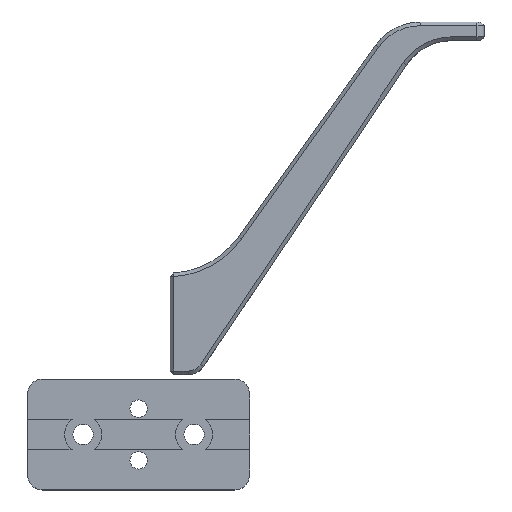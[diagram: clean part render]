
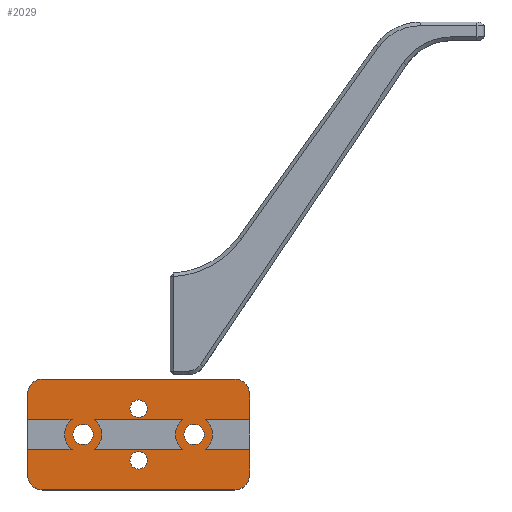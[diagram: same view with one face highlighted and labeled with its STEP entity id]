
A CAD part, top view. The second image highlights one B-rep face of the part: STEP entity #2029.
In plain terms, the highlighted planar face has unit normal (0, 0, 1).
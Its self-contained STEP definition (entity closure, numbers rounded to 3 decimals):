
#42=FACE_BOUND('',#313,.T.);
#43=FACE_BOUND('',#314,.T.);
#44=FACE_BOUND('',#315,.T.);
#45=FACE_BOUND('',#316,.T.);
#46=FACE_BOUND('',#317,.T.);
#103=PLANE('',#2213);
#183=FACE_OUTER_BOUND('',#312,.T.);
#312=EDGE_LOOP('',(#1528,#1529,#1530,#1531,#1532,#1533,#1534,#1535,#1536,
#1537,#1538,#1539,#1540,#1541,#1542,#1543));
#313=EDGE_LOOP('',(#1544));
#314=EDGE_LOOP('',(#1545));
#315=EDGE_LOOP('',(#1546));
#316=EDGE_LOOP('',(#1547));
#317=EDGE_LOOP('',(#1548,#1549,#1550,#1551));
#477=LINE('',#3179,#677);
#478=LINE('',#3181,#678);
#479=LINE('',#3185,#679);
#480=LINE('',#3189,#680);
#481=LINE('',#3191,#681);
#482=LINE('',#3195,#682);
#483=LINE('',#3197,#683);
#484=LINE('',#3201,#684);
#485=LINE('',#3205,#685);
#486=LINE('',#3207,#686);
#487=LINE('',#3213,#687);
#488=LINE('',#3216,#688);
#677=VECTOR('',#2553,10.);
#678=VECTOR('',#2554,10.);
#679=VECTOR('',#2557,10.);
#680=VECTOR('',#2560,10.);
#681=VECTOR('',#2561,10.);
#682=VECTOR('',#2564,10.);
#683=VECTOR('',#2565,10.);
#684=VECTOR('',#2568,10.);
#685=VECTOR('',#2571,10.);
#686=VECTOR('',#2572,10.);
#687=VECTOR('',#2577,10.);
#688=VECTOR('',#2580,10.);
#821=CIRCLE('',#2153,2.75);
#826=CIRCLE('',#2159,2.75);
#848=CIRCLE('',#2208,2.35);
#850=CIRCLE('',#2212,2.35);
#851=CIRCLE('',#2214,4.);
#852=CIRCLE('',#2215,4.);
#853=CIRCLE('',#2216,5.);
#854=CIRCLE('',#2217,4.);
#855=CIRCLE('',#2218,4.);
#856=CIRCLE('',#2219,5.);
#857=CIRCLE('',#2220,5.);
#858=CIRCLE('',#2221,5.);
#909=VERTEX_POINT('',#3001);
#914=VERTEX_POINT('',#3013);
#963=VERTEX_POINT('',#3165);
#965=VERTEX_POINT('',#3173);
#966=VERTEX_POINT('',#3177);
#967=VERTEX_POINT('',#3178);
#968=VERTEX_POINT('',#3180);
#969=VERTEX_POINT('',#3182);
#970=VERTEX_POINT('',#3184);
#971=VERTEX_POINT('',#3186);
#972=VERTEX_POINT('',#3188);
#973=VERTEX_POINT('',#3190);
#974=VERTEX_POINT('',#3192);
#975=VERTEX_POINT('',#3194);
#976=VERTEX_POINT('',#3196);
#977=VERTEX_POINT('',#3198);
#978=VERTEX_POINT('',#3200);
#979=VERTEX_POINT('',#3202);
#980=VERTEX_POINT('',#3204);
#981=VERTEX_POINT('',#3206);
#982=VERTEX_POINT('',#3209);
#983=VERTEX_POINT('',#3210);
#984=VERTEX_POINT('',#3212);
#985=VERTEX_POINT('',#3214);
#1087=EDGE_CURVE('',#909,#909,#821,.T.);
#1093=EDGE_CURVE('',#914,#914,#826,.T.);
#1169=EDGE_CURVE('',#963,#963,#848,.T.);
#1173=EDGE_CURVE('',#965,#965,#850,.T.);
#1174=EDGE_CURVE('',#966,#967,#477,.T.);
#1175=EDGE_CURVE('',#968,#967,#478,.T.);
#1176=EDGE_CURVE('',#969,#968,#851,.T.);
#1177=EDGE_CURVE('',#970,#969,#479,.T.);
#1178=EDGE_CURVE('',#971,#970,#852,.T.);
#1179=EDGE_CURVE('',#972,#971,#480,.T.);
#1180=EDGE_CURVE('',#972,#973,#481,.T.);
#1181=EDGE_CURVE('',#973,#974,#853,.T.);
#1182=EDGE_CURVE('',#974,#975,#482,.T.);
#1183=EDGE_CURVE('',#976,#975,#483,.T.);
#1184=EDGE_CURVE('',#977,#976,#854,.T.);
#1185=EDGE_CURVE('',#978,#977,#484,.T.);
#1186=EDGE_CURVE('',#979,#978,#855,.T.);
#1187=EDGE_CURVE('',#980,#979,#485,.T.);
#1188=EDGE_CURVE('',#980,#981,#486,.T.);
#1189=EDGE_CURVE('',#981,#966,#856,.T.);
#1190=EDGE_CURVE('',#982,#983,#857,.T.);
#1191=EDGE_CURVE('',#983,#984,#487,.T.);
#1192=EDGE_CURVE('',#984,#985,#858,.T.);
#1193=EDGE_CURVE('',#985,#982,#488,.T.);
#1528=ORIENTED_EDGE('',*,*,#1174,.T.);
#1529=ORIENTED_EDGE('',*,*,#1175,.F.);
#1530=ORIENTED_EDGE('',*,*,#1176,.F.);
#1531=ORIENTED_EDGE('',*,*,#1177,.F.);
#1532=ORIENTED_EDGE('',*,*,#1178,.F.);
#1533=ORIENTED_EDGE('',*,*,#1179,.F.);
#1534=ORIENTED_EDGE('',*,*,#1180,.T.);
#1535=ORIENTED_EDGE('',*,*,#1181,.T.);
#1536=ORIENTED_EDGE('',*,*,#1182,.T.);
#1537=ORIENTED_EDGE('',*,*,#1183,.F.);
#1538=ORIENTED_EDGE('',*,*,#1184,.F.);
#1539=ORIENTED_EDGE('',*,*,#1185,.F.);
#1540=ORIENTED_EDGE('',*,*,#1186,.F.);
#1541=ORIENTED_EDGE('',*,*,#1187,.F.);
#1542=ORIENTED_EDGE('',*,*,#1188,.T.);
#1543=ORIENTED_EDGE('',*,*,#1189,.T.);
#1544=ORIENTED_EDGE('',*,*,#1087,.T.);
#1545=ORIENTED_EDGE('',*,*,#1093,.T.);
#1546=ORIENTED_EDGE('',*,*,#1169,.T.);
#1547=ORIENTED_EDGE('',*,*,#1173,.T.);
#1548=ORIENTED_EDGE('',*,*,#1190,.T.);
#1549=ORIENTED_EDGE('',*,*,#1191,.T.);
#1550=ORIENTED_EDGE('',*,*,#1192,.T.);
#1551=ORIENTED_EDGE('',*,*,#1193,.T.);
#2029=ADVANCED_FACE('',(#183,#42,#43,#44,#45,#46),#103,.F.);
#2153=AXIS2_PLACEMENT_3D('',#3003,#2374,#2375);
#2159=AXIS2_PLACEMENT_3D('',#3015,#2387,#2388);
#2208=AXIS2_PLACEMENT_3D('',#3167,#2539,#2540);
#2212=AXIS2_PLACEMENT_3D('',#3175,#2549,#2550);
#2213=AXIS2_PLACEMENT_3D('',#3176,#2551,#2552);
#2214=AXIS2_PLACEMENT_3D('',#3183,#2555,#2556);
#2215=AXIS2_PLACEMENT_3D('',#3187,#2558,#2559);
#2216=AXIS2_PLACEMENT_3D('',#3193,#2562,#2563);
#2217=AXIS2_PLACEMENT_3D('',#3199,#2566,#2567);
#2218=AXIS2_PLACEMENT_3D('',#3203,#2569,#2570);
#2219=AXIS2_PLACEMENT_3D('',#3208,#2573,#2574);
#2220=AXIS2_PLACEMENT_3D('',#3211,#2575,#2576);
#2221=AXIS2_PLACEMENT_3D('',#3215,#2578,#2579);
#2374=DIRECTION('center_axis',(0.,0.,-1.));
#2375=DIRECTION('ref_axis',(-1.,0.,0.));
#2387=DIRECTION('center_axis',(0.,0.,-1.));
#2388=DIRECTION('ref_axis',(-1.,0.,0.));
#2539=DIRECTION('center_axis',(0.,0.,-1.));
#2540=DIRECTION('ref_axis',(-1.,0.,0.));
#2549=DIRECTION('center_axis',(0.,0.,-1.));
#2550=DIRECTION('ref_axis',(-1.,0.,0.));
#2551=DIRECTION('center_axis',(0.,0.,-1.));
#2552=DIRECTION('ref_axis',(1.,0.,0.));
#2553=DIRECTION('',(1.,0.,0.));
#2554=DIRECTION('',(0.,-1.,0.));
#2555=DIRECTION('center_axis',(0.,0.,-1.));
#2556=DIRECTION('ref_axis',(0.707,0.707,0.));
#2557=DIRECTION('',(1.,0.,0.));
#2558=DIRECTION('center_axis',(0.,0.,-1.));
#2559=DIRECTION('ref_axis',(-0.707,0.707,0.));
#2560=DIRECTION('',(0.,1.,0.));
#2561=DIRECTION('',(1.,0.,0.));
#2562=DIRECTION('center_axis',(0.,0.,1.));
#2563=DIRECTION('ref_axis',(1.,0.,0.));
#2564=DIRECTION('',(-1.,0.,0.));
#2565=DIRECTION('',(0.,1.,0.));
#2566=DIRECTION('center_axis',(0.,0.,-1.));
#2567=DIRECTION('ref_axis',(-0.707,-0.707,0.));
#2568=DIRECTION('',(-1.,0.,0.));
#2569=DIRECTION('center_axis',(0.,0.,-1.));
#2570=DIRECTION('ref_axis',(0.707,-0.707,0.));
#2571=DIRECTION('',(0.,-1.,0.));
#2572=DIRECTION('',(-1.,0.,0.));
#2573=DIRECTION('center_axis',(0.,0.,1.));
#2574=DIRECTION('ref_axis',(1.,0.,0.));
#2575=DIRECTION('center_axis',(0.,0.,1.));
#2576=DIRECTION('ref_axis',(1.,0.,0.));
#2577=DIRECTION('',(-1.,0.,0.));
#2578=DIRECTION('center_axis',(0.,0.,1.));
#2579=DIRECTION('ref_axis',(1.,0.,0.));
#2580=DIRECTION('',(1.,0.,0.));
#3001=CARTESIAN_POINT('',(17.75,-15.,-0.8));
#3003=CARTESIAN_POINT('Origin',(15.,-15.,-0.8));
#3013=CARTESIAN_POINT('',(47.75,-15.,-0.8));
#3015=CARTESIAN_POINT('Origin',(45.,-15.,-0.8));
#3165=CARTESIAN_POINT('',(32.35,-8.,-0.8));
#3167=CARTESIAN_POINT('Origin',(30.,-8.,-0.8));
#3173=CARTESIAN_POINT('',(32.35,-22.,-0.8));
#3175=CARTESIAN_POINT('Origin',(30.,-22.,-0.8));
#3176=CARTESIAN_POINT('Origin',(30.,-15.,-0.8));
#3177=CARTESIAN_POINT('',(48.,-11.,-0.8));
#3178=CARTESIAN_POINT('',(60.,-11.,-0.8));
#3179=CARTESIAN_POINT('',(45.,-11.,-0.8));
#3180=CARTESIAN_POINT('',(60.,-4.,-0.8));
#3181=CARTESIAN_POINT('',(60.,0.,-0.8));
#3182=CARTESIAN_POINT('',(56.,0.,-0.8));
#3183=CARTESIAN_POINT('Origin',(56.,-4.,-0.8));
#3184=CARTESIAN_POINT('',(4.,0.,-0.8));
#3185=CARTESIAN_POINT('',(0.,0.,-0.8));
#3186=CARTESIAN_POINT('',(0.,-4.,-0.8));
#3187=CARTESIAN_POINT('Origin',(4.,-4.,-0.8));
#3188=CARTESIAN_POINT('',(0.,-11.,-0.8));
#3189=CARTESIAN_POINT('',(0.,-30.,-0.8));
#3190=CARTESIAN_POINT('',(12.,-11.,-0.8));
#3191=CARTESIAN_POINT('',(21.,-11.,-0.8));
#3192=CARTESIAN_POINT('',(12.,-19.,-0.8));
#3193=CARTESIAN_POINT('Origin',(15.,-15.,-0.8));
#3194=CARTESIAN_POINT('',(0.,-19.,-0.8));
#3195=CARTESIAN_POINT('',(15.,-19.,-0.8));
#3196=CARTESIAN_POINT('',(0.,-26.,-0.8));
#3197=CARTESIAN_POINT('',(0.,-30.,-0.8));
#3198=CARTESIAN_POINT('',(4.,-30.,-0.8));
#3199=CARTESIAN_POINT('Origin',(4.,-26.,-0.8));
#3200=CARTESIAN_POINT('',(56.,-30.,-0.8));
#3201=CARTESIAN_POINT('',(60.,-30.,-0.8));
#3202=CARTESIAN_POINT('',(60.,-26.,-0.8));
#3203=CARTESIAN_POINT('Origin',(56.,-26.,-0.8));
#3204=CARTESIAN_POINT('',(60.,-19.,-0.8));
#3205=CARTESIAN_POINT('',(60.,0.,-0.8));
#3206=CARTESIAN_POINT('',(48.,-19.,-0.8));
#3207=CARTESIAN_POINT('',(39.,-19.,-0.8));
#3208=CARTESIAN_POINT('Origin',(45.,-15.,-0.8));
#3209=CARTESIAN_POINT('',(42.,-11.,-0.8));
#3210=CARTESIAN_POINT('',(42.,-19.,-0.8));
#3211=CARTESIAN_POINT('Origin',(45.,-15.,-0.8));
#3212=CARTESIAN_POINT('',(18.,-19.,-0.8));
#3213=CARTESIAN_POINT('',(24.,-19.,-0.8));
#3214=CARTESIAN_POINT('',(18.,-11.,-0.8));
#3215=CARTESIAN_POINT('Origin',(15.,-15.,-0.8));
#3216=CARTESIAN_POINT('',(36.,-11.,-0.8));
